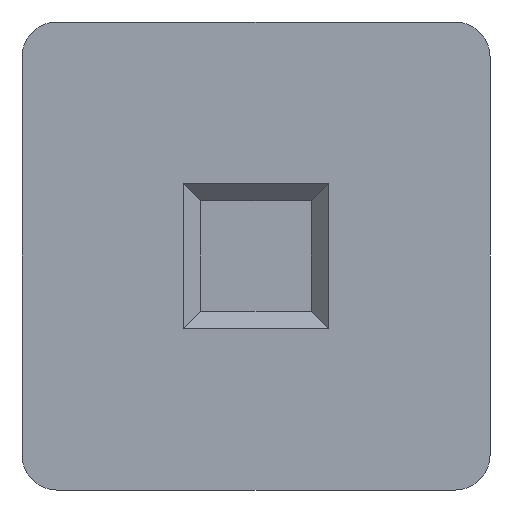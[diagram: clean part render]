
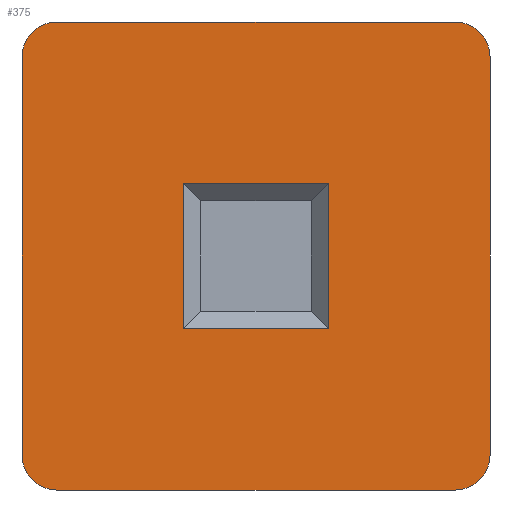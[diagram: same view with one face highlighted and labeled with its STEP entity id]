
A CAD part, front view. The second image highlights one B-rep face of the part: STEP entity #375.
In plain terms, the highlighted planar face has unit normal (0, -1, 0).
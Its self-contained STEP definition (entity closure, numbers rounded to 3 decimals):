
#22=FACE_BOUND('',#69,.T.);
#24=CIRCLE('',#412,1.);
#25=CIRCLE('',#413,1.);
#26=CIRCLE('',#414,1.);
#27=CIRCLE('',#415,1.);
#46=FACE_OUTER_BOUND('',#68,.T.);
#68=EDGE_LOOP('',(#272,#273,#274,#275,#276,#277,#278,#279));
#69=EDGE_LOOP('',(#280,#281,#282,#283));
#86=LINE('',#559,#123);
#90=LINE('',#567,#127);
#95=LINE('',#576,#132);
#96=LINE('',#578,#133);
#103=LINE('',#595,#140);
#104=LINE('',#599,#141);
#105=LINE('',#603,#142);
#106=LINE('',#606,#143);
#123=VECTOR('',#446,10.);
#127=VECTOR('',#452,10.);
#132=VECTOR('',#459,10.);
#133=VECTOR('',#462,10.);
#140=VECTOR('',#477,10.);
#141=VECTOR('',#480,10.);
#142=VECTOR('',#483,10.);
#143=VECTOR('',#486,10.);
#160=VERTEX_POINT('',#557);
#161=VERTEX_POINT('',#558);
#164=VERTEX_POINT('',#566);
#167=VERTEX_POINT('',#574);
#171=VERTEX_POINT('',#591);
#172=VERTEX_POINT('',#592);
#173=VERTEX_POINT('',#594);
#174=VERTEX_POINT('',#596);
#175=VERTEX_POINT('',#598);
#176=VERTEX_POINT('',#600);
#177=VERTEX_POINT('',#602);
#178=VERTEX_POINT('',#604);
#195=EDGE_CURVE('',#160,#161,#86,.T.);
#199=EDGE_CURVE('',#161,#164,#90,.T.);
#204=EDGE_CURVE('',#167,#160,#95,.T.);
#205=EDGE_CURVE('',#164,#167,#96,.T.);
#212=EDGE_CURVE('',#171,#172,#24,.T.);
#213=EDGE_CURVE('',#171,#173,#103,.T.);
#214=EDGE_CURVE('',#174,#173,#25,.T.);
#215=EDGE_CURVE('',#174,#175,#104,.T.);
#216=EDGE_CURVE('',#176,#175,#26,.T.);
#217=EDGE_CURVE('',#176,#177,#105,.T.);
#218=EDGE_CURVE('',#178,#177,#27,.T.);
#219=EDGE_CURVE('',#178,#172,#106,.T.);
#272=ORIENTED_EDGE('',*,*,#212,.F.);
#273=ORIENTED_EDGE('',*,*,#213,.T.);
#274=ORIENTED_EDGE('',*,*,#214,.F.);
#275=ORIENTED_EDGE('',*,*,#215,.T.);
#276=ORIENTED_EDGE('',*,*,#216,.F.);
#277=ORIENTED_EDGE('',*,*,#217,.T.);
#278=ORIENTED_EDGE('',*,*,#218,.F.);
#279=ORIENTED_EDGE('',*,*,#219,.T.);
#280=ORIENTED_EDGE('',*,*,#195,.F.);
#281=ORIENTED_EDGE('',*,*,#204,.F.);
#282=ORIENTED_EDGE('',*,*,#205,.F.);
#283=ORIENTED_EDGE('',*,*,#199,.F.);
#360=PLANE('',#411);
#375=ADVANCED_FACE('',(#46,#22),#360,.T.);
#411=AXIS2_PLACEMENT_3D('',#590,#473,#474);
#412=AXIS2_PLACEMENT_3D('',#593,#475,#476);
#413=AXIS2_PLACEMENT_3D('',#597,#478,#479);
#414=AXIS2_PLACEMENT_3D('',#601,#481,#482);
#415=AXIS2_PLACEMENT_3D('',#605,#484,#485);
#446=DIRECTION('',(1.,0.,0.));
#452=DIRECTION('',(0.,0.,1.));
#459=DIRECTION('',(0.,0.,-1.));
#462=DIRECTION('',(-1.,0.,0.));
#473=DIRECTION('center_axis',(0.,-1.,0.));
#474=DIRECTION('ref_axis',(0.,0.,-1.));
#475=DIRECTION('center_axis',(0.,1.,0.));
#476=DIRECTION('ref_axis',(-0.707,0.,-0.707));
#477=DIRECTION('',(1.,0.,0.));
#478=DIRECTION('center_axis',(0.,1.,0.));
#479=DIRECTION('ref_axis',(0.707,0.,-0.707));
#480=DIRECTION('',(0.,0.,1.));
#481=DIRECTION('center_axis',(0.,1.,0.));
#482=DIRECTION('ref_axis',(0.707,0.,0.707));
#483=DIRECTION('',(-1.,0.,0.));
#484=DIRECTION('center_axis',(0.,1.,0.));
#485=DIRECTION('ref_axis',(-0.707,0.,0.707));
#486=DIRECTION('',(0.,0.,-1.));
#557=CARTESIAN_POINT('',(-2.1,-1.,-2.1));
#558=CARTESIAN_POINT('',(2.1,-1.,-2.1));
#559=CARTESIAN_POINT('',(0.8,-1.,-2.1));
#566=CARTESIAN_POINT('',(2.1,-1.,2.1));
#567=CARTESIAN_POINT('',(2.1,-1.,0.8));
#574=CARTESIAN_POINT('',(-2.1,-1.,2.1));
#576=CARTESIAN_POINT('',(-2.1,-1.,-0.8));
#578=CARTESIAN_POINT('',(-0.8,-1.,2.1));
#590=CARTESIAN_POINT('Origin',(0.,-1.,0.));
#591=CARTESIAN_POINT('',(-5.75,-1.,-6.75));
#592=CARTESIAN_POINT('',(-6.75,-1.,-5.75));
#593=CARTESIAN_POINT('Origin',(-5.75,-1.,-5.75));
#594=CARTESIAN_POINT('',(5.75,-1.,-6.75));
#595=CARTESIAN_POINT('',(6.75,-1.,-6.75));
#596=CARTESIAN_POINT('',(6.75,-1.,-5.75));
#597=CARTESIAN_POINT('Origin',(5.75,-1.,-5.75));
#598=CARTESIAN_POINT('',(6.75,-1.,5.75));
#599=CARTESIAN_POINT('',(6.75,-1.,6.75));
#600=CARTESIAN_POINT('',(5.75,-1.,6.75));
#601=CARTESIAN_POINT('Origin',(5.75,-1.,5.75));
#602=CARTESIAN_POINT('',(-5.75,-1.,6.75));
#603=CARTESIAN_POINT('',(-6.75,-1.,6.75));
#604=CARTESIAN_POINT('',(-6.75,-1.,5.75));
#605=CARTESIAN_POINT('Origin',(-5.75,-1.,5.75));
#606=CARTESIAN_POINT('',(-6.75,-1.,-6.75));
